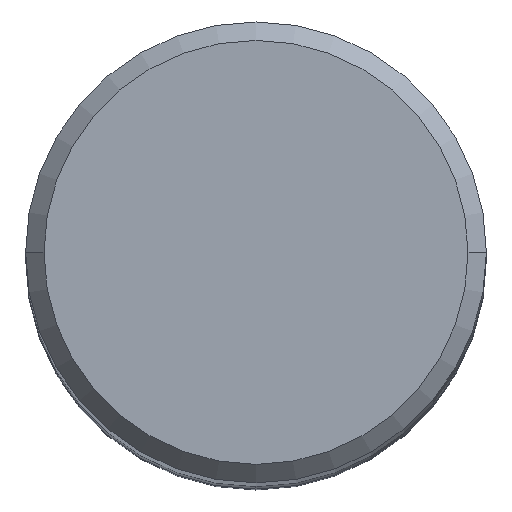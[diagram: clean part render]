
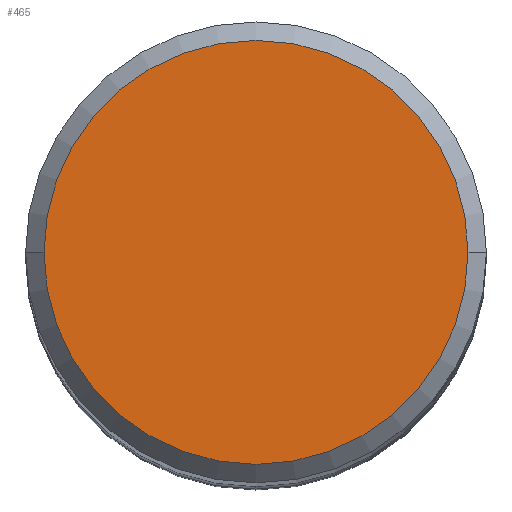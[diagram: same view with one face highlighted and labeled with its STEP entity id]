
A CAD part, top view. The second image highlights one B-rep face of the part: STEP entity #465.
In plain terms, the highlighted planar face has unit normal (0, 0, 1).
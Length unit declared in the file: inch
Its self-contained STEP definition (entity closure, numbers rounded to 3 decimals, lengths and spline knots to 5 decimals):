
#42 = CARTESIAN_POINT ( 'NONE',  ( -0.23, 0., 0. ) ) ;
#75 = FACE_OUTER_BOUND ( 'NONE', #458, .T. ) ;
#146 = EDGE_CURVE ( 'NONE', #408, #185, #497, .T. ) ;
#152 = CARTESIAN_POINT ( 'NONE',  ( 0., 0., 0. ) ) ;
#164 = DIRECTION ( 'NONE',  ( 1., 0., 0. ) ) ;
#166 = DIRECTION ( 'NONE',  ( 0., 0., 1. ) ) ;
#185 = VERTEX_POINT ( 'NONE', #42 ) ;
#191 = CIRCLE ( 'NONE', #282, 0.23 ) ;
#232 = DIRECTION ( 'NONE',  ( 0., 0., -1. ) ) ;
#239 = PLANE ( 'NONE',  #468 ) ;
#274 = DIRECTION ( 'NONE',  ( 1., 0., 0. ) ) ;
#282 = AXIS2_PLACEMENT_3D ( 'NONE', #152, #365, #274 ) ;
#318 = CARTESIAN_POINT ( 'NONE',  ( 0., 0.23, 0. ) ) ;
#360 = ORIENTED_EDGE ( 'NONE', *, *, #146, .T. ) ;
#365 = DIRECTION ( 'NONE',  ( 0., 0., 1. ) ) ;
#375 = AXIS2_PLACEMENT_3D ( 'NONE', #553, #166, #164 ) ;
#404 = EDGE_CURVE ( 'NONE', #185, #408, #191, .T. ) ;
#408 = VERTEX_POINT ( 'NONE', #548 ) ;
#421 = DIRECTION ( 'NONE',  ( -1., 0., 0. ) ) ;
#458 = EDGE_LOOP ( 'NONE', ( #527, #360 ) ) ;
#465 = ADVANCED_FACE ( 'NONE', ( #75 ), #239, .F. ) ;
#468 = AXIS2_PLACEMENT_3D ( 'NONE', #318, #232, #421 ) ;
#497 = CIRCLE ( 'NONE', #375, 0.23 ) ;
#527 = ORIENTED_EDGE ( 'NONE', *, *, #404, .T. ) ;
#548 = CARTESIAN_POINT ( 'NONE',  ( 0.23, 0., 0. ) ) ;
#553 = CARTESIAN_POINT ( 'NONE',  ( 0., 0., 0. ) ) ;
